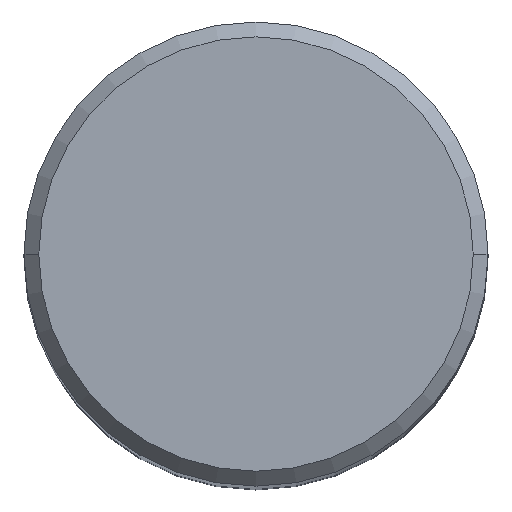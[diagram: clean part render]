
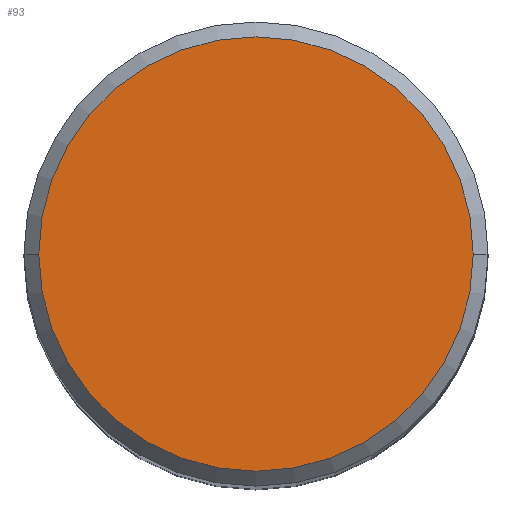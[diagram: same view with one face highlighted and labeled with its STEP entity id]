
A CAD part, top view. The second image highlights one B-rep face of the part: STEP entity #93.
In plain terms, the highlighted planar face has unit normal (0, 0, 1).
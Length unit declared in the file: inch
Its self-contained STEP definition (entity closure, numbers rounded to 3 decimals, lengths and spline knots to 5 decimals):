
#9 = CARTESIAN_POINT ( 'NONE',  ( 0., 0., 0. ) ) ;
#43 = CARTESIAN_POINT ( 'NONE',  ( 0., 0.2925, 0. ) ) ;
#50 = CIRCLE ( 'NONE', #363, 0.2925 ) ;
#62 = CIRCLE ( 'NONE', #260, 0.2925 ) ;
#70 = DIRECTION ( 'NONE',  ( 0., 0., -1. ) ) ;
#84 = PLANE ( 'NONE',  #313 ) ;
#93 = ADVANCED_FACE ( 'NONE', ( #235 ), #84, .F. ) ;
#105 = EDGE_LOOP ( 'NONE', ( #344, #356 ) ) ;
#125 = DIRECTION ( 'NONE',  ( 1., 0., 0. ) ) ;
#131 = EDGE_CURVE ( 'NONE', #163, #324, #50, .T. ) ;
#145 = DIRECTION ( 'NONE',  ( 0., 0., 1. ) ) ;
#150 = CARTESIAN_POINT ( 'NONE',  ( 0., 0., 0. ) ) ;
#163 = VERTEX_POINT ( 'NONE', #240 ) ;
#167 = CARTESIAN_POINT ( 'NONE',  ( 0.2925, 0., 0. ) ) ;
#179 = DIRECTION ( 'NONE',  ( 0., 0., 1. ) ) ;
#183 = DIRECTION ( 'NONE',  ( -1., 0., 0. ) ) ;
#235 = FACE_OUTER_BOUND ( 'NONE', #105, .T. ) ;
#240 = CARTESIAN_POINT ( 'NONE',  ( -0.2925, 0., 0. ) ) ;
#260 = AXIS2_PLACEMENT_3D ( 'NONE', #150, #145, #265 ) ;
#265 = DIRECTION ( 'NONE',  ( 1., 0., 0. ) ) ;
#313 = AXIS2_PLACEMENT_3D ( 'NONE', #43, #70, #183 ) ;
#324 = VERTEX_POINT ( 'NONE', #167 ) ;
#344 = ORIENTED_EDGE ( 'NONE', *, *, #131, .T. ) ;
#356 = ORIENTED_EDGE ( 'NONE', *, *, #366, .T. ) ;
#363 = AXIS2_PLACEMENT_3D ( 'NONE', #9, #179, #125 ) ;
#366 = EDGE_CURVE ( 'NONE', #324, #163, #62, .T. ) ;
